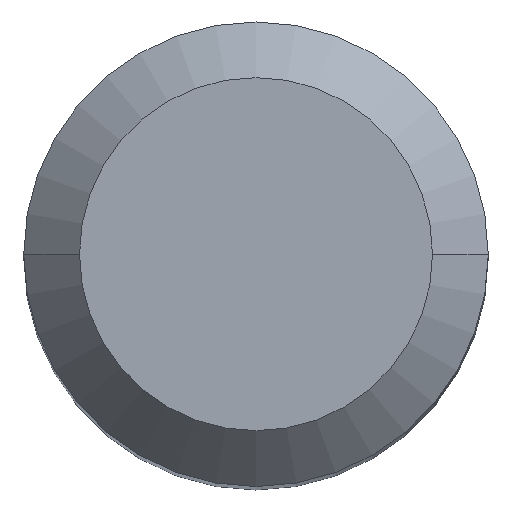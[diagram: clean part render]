
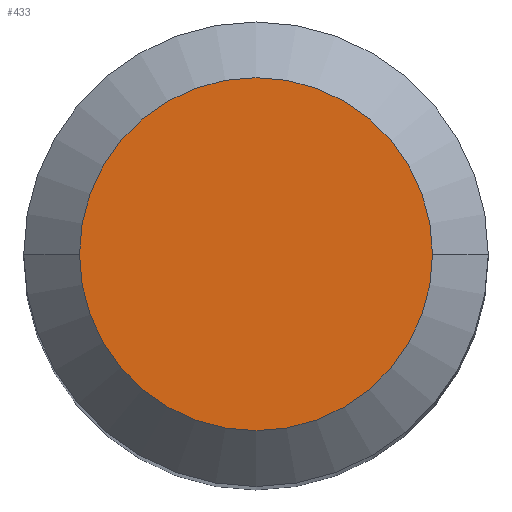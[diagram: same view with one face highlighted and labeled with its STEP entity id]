
A CAD part, top view. The second image highlights one B-rep face of the part: STEP entity #433.
In plain terms, the highlighted planar face has unit normal (0, 0, 1).
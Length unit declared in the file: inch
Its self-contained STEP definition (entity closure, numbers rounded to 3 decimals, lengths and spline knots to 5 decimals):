
#4 = EDGE_CURVE ( 'NONE', #459, #34, #224, .T. ) ;
#29 = FACE_OUTER_BOUND ( 'NONE', #131, .T. ) ;
#34 = VERTEX_POINT ( 'NONE', #327 ) ;
#62 = DIRECTION ( 'NONE',  ( 1., 0., 0. ) ) ;
#68 = CIRCLE ( 'NONE', #103, 0.0475 ) ;
#69 = DIRECTION ( 'NONE',  ( 0., 0., 1. ) ) ;
#102 = DIRECTION ( 'NONE',  ( 1., 0., 0. ) ) ;
#103 = AXIS2_PLACEMENT_3D ( 'NONE', #141, #320, #102 ) ;
#118 = ORIENTED_EDGE ( 'NONE', *, *, #4, .T. ) ;
#131 = EDGE_LOOP ( 'NONE', ( #147, #118 ) ) ;
#141 = CARTESIAN_POINT ( 'NONE',  ( 0., 0., 0. ) ) ;
#147 = ORIENTED_EDGE ( 'NONE', *, *, #341, .T. ) ;
#216 = DIRECTION ( 'NONE',  ( -1., 0., 0. ) ) ;
#224 = CIRCLE ( 'NONE', #374, 0.0475 ) ;
#320 = DIRECTION ( 'NONE',  ( 0., 0., 1. ) ) ;
#327 = CARTESIAN_POINT ( 'NONE',  ( -0.0475, 0., 0. ) ) ;
#335 = AXIS2_PLACEMENT_3D ( 'NONE', #388, #361, #216 ) ;
#341 = EDGE_CURVE ( 'NONE', #34, #459, #68, .T. ) ;
#358 = CARTESIAN_POINT ( 'NONE',  ( 0.0475, 0., 0. ) ) ;
#361 = DIRECTION ( 'NONE',  ( 0., 0., -1. ) ) ;
#374 = AXIS2_PLACEMENT_3D ( 'NONE', #398, #69, #62 ) ;
#388 = CARTESIAN_POINT ( 'NONE',  ( 0., 0.0475, 0. ) ) ;
#398 = CARTESIAN_POINT ( 'NONE',  ( 0., 0., 0. ) ) ;
#426 = PLANE ( 'NONE',  #335 ) ;
#433 = ADVANCED_FACE ( 'NONE', ( #29 ), #426, .F. ) ;
#459 = VERTEX_POINT ( 'NONE', #358 ) ;
